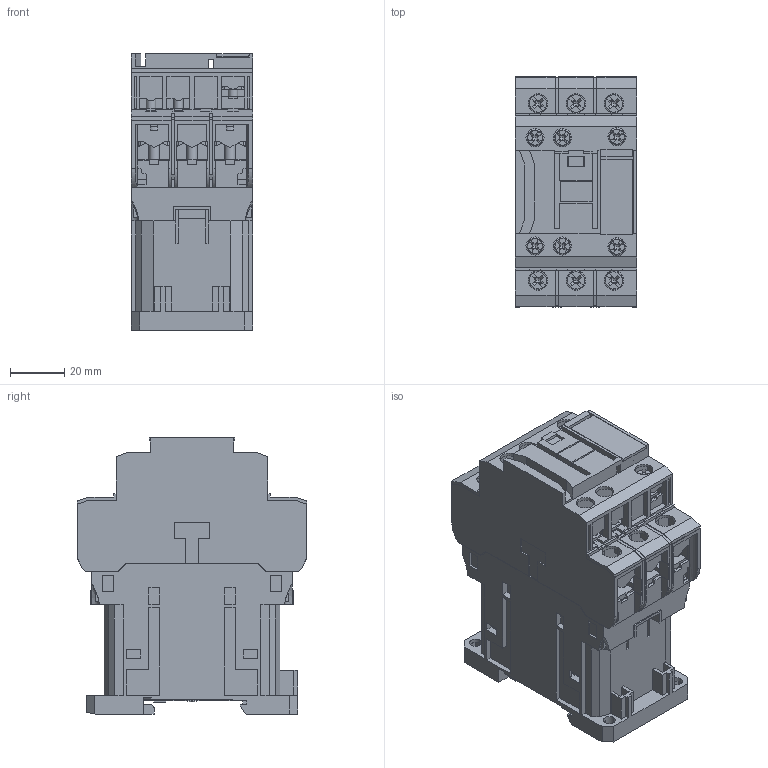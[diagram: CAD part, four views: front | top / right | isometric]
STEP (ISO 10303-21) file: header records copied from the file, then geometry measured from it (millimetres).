
FILE_DESCRIPTION (( 'STEP AP203' ), '1' );
FILE_NAME ('CWB25-11-30C03.step', '2020-08-11T10:34:38', ( '' ), ( '' ), 'SwSTEP 2.0', 'SolidWorks 2019', '' );
FILE_SCHEMA (( 'CONFIG_CONTROL_DESIGN' ));
Length unit declared in the file: millimetre
Products named in the file (1): CWB25-11-30C03
Bounding box: 44.8 x 85 x 102.2 mm (x, y, z)
Volume: 266026.2 mm3; surface area: 78944.6 mm2
Topology: 45 solids, 45 shells, 2492 faces, 7077 edges, 4662 vertices
Faces by surface type: plane 1913, cylinder 416, cone 122, bspline 41
Entity records: 83806 total; most frequent: CARTESIAN_POINT 20354, ORIENTED_EDGE 14098, DIRECTION 11837, EDGE_CURVE 7049, LINE 5369, VECTOR 5369, VERTEX_POINT 4662, AXIS2_PLACEMENT_3D 3234
